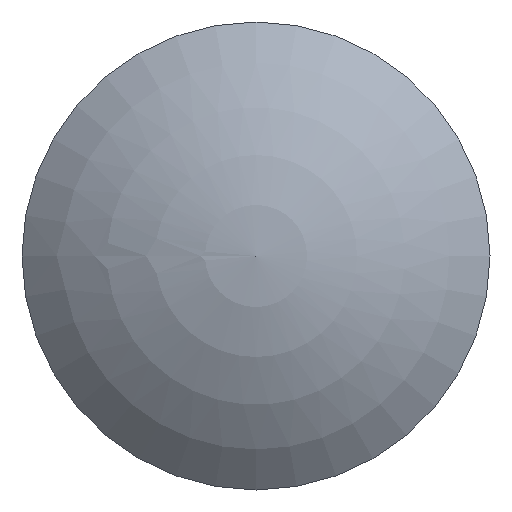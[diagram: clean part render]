
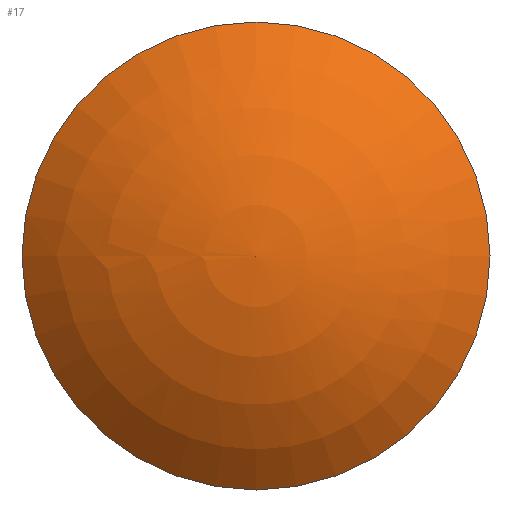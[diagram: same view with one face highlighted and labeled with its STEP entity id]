
A CAD part, left-side view. The second image highlights one B-rep face of the part: STEP entity #17.
In plain terms, the highlighted spherical face has radius 15 mm.
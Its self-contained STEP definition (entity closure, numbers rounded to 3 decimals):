
#17 = ADVANCED_FACE('',(#18),#33,.T.);
#18 = FACE_BOUND('',#19,.T.);
#19 = EDGE_LOOP('',(#20,#82,#108,#109));
#20 = ORIENTED_EDGE('',*,*,#21,.F.);
#21 = EDGE_CURVE('',#22,#24,#26,.T.);
#22 = VERTEX_POINT('',#23);
#23 = CARTESIAN_POINT('',(0.,10.,0.));
#24 = VERTEX_POINT('',#25);
#25 = CARTESIAN_POINT('',(0.,0.,-10.));
#26 = SURFACE_CURVE('',#27,(#32,#66),.PCURVE_S1.);
#27 = CIRCLE('',#28,10.);
#28 = AXIS2_PLACEMENT_3D('',#29,#30,#31);
#29 = CARTESIAN_POINT('',(0.,0.,0.));
#30 = DIRECTION('',(1.,0.,0.));
#31 = DIRECTION('',(0.,0.,-1.));
#32 = PCURVE('',#33,#38);
#33 = SPHERICAL_SURFACE('',#34,15.);
#34 = AXIS2_PLACEMENT_3D('',#35,#36,#37);
#35 = CARTESIAN_POINT('',(11.18,0.,0.));
#36 = DIRECTION('',(1.,0.,0.));
#37 = DIRECTION('',(-0.,1.,0.));
#38 = DEFINITIONAL_REPRESENTATION('',(#39),#65);
#39 = B_SPLINE_CURVE_WITH_KNOTS('',3,(#40,#41,#42,#43,#44,#45,#46,#47,
    #48,#49,#50,#51,#52,#53,#54,#55,#56,#57,#58,#59,#60,#61,#62,#63,#64)
  ,.UNSPECIFIED.,.F.,.F.,(4,1,1,1,1,1,1,1,1,1,1,1,1,1,1,1,1,1,1,1,1,1,4)
  ,(0.,0.286,0.571,0.857,1.142,
    1.428,1.714,1.999,2.285,
    2.57,2.856,3.142,3.427,
    3.713,3.998,4.284,4.57,
    4.855,5.141,5.426,5.712,
    5.998,6.283),.QUASI_UNIFORM_KNOTS.);
#40 = CARTESIAN_POINT('',(-1.571,-0.841));
#41 = CARTESIAN_POINT('',(-1.476,-0.841));
#42 = CARTESIAN_POINT('',(-1.285,-0.841));
#43 = CARTESIAN_POINT('',(-1.,-0.841));
#44 = CARTESIAN_POINT('',(-0.714,-0.841));
#45 = CARTESIAN_POINT('',(-0.428,-0.841));
#46 = CARTESIAN_POINT('',(-0.143,-0.841));
#47 = CARTESIAN_POINT('',(0.143,-0.841));
#48 = CARTESIAN_POINT('',(0.428,-0.841));
#49 = CARTESIAN_POINT('',(0.714,-0.841));
#50 = CARTESIAN_POINT('',(1.,-0.841));
#51 = CARTESIAN_POINT('',(1.285,-0.841));
#52 = CARTESIAN_POINT('',(1.571,-0.841));
#53 = CARTESIAN_POINT('',(1.856,-0.841));
#54 = CARTESIAN_POINT('',(2.142,-0.841));
#55 = CARTESIAN_POINT('',(2.428,-0.841));
#56 = CARTESIAN_POINT('',(2.713,-0.841));
#57 = CARTESIAN_POINT('',(2.999,-0.841));
#58 = CARTESIAN_POINT('',(3.284,-0.841));
#59 = CARTESIAN_POINT('',(3.57,-0.841));
#60 = CARTESIAN_POINT('',(3.856,-0.841));
#61 = CARTESIAN_POINT('',(4.141,-0.841));
#62 = CARTESIAN_POINT('',(4.427,-0.841));
#63 = CARTESIAN_POINT('',(4.617,-0.841));
#64 = CARTESIAN_POINT('',(4.712,-0.841));
#65 = ( GEOMETRIC_REPRESENTATION_CONTEXT(2) 
PARAMETRIC_REPRESENTATION_CONTEXT() REPRESENTATION_CONTEXT('2D SPACE',''
  ) );
#66 = PCURVE('',#67,#72);
#67 = PLANE('',#68);
#68 = AXIS2_PLACEMENT_3D('',#69,#70,#71);
#69 = CARTESIAN_POINT('',(0.,10.,0.));
#70 = DIRECTION('',(-1.,0.,0.));
#71 = DIRECTION('',(0.,0.,1.));
#72 = DEFINITIONAL_REPRESENTATION('',(#73),#81);
#73 = ( BOUNDED_CURVE() B_SPLINE_CURVE(2,(#74,#75,#76,#77,#78,#79,#80),
.UNSPECIFIED.,.T.,.F.) B_SPLINE_CURVE_WITH_KNOTS((1,2,2,2,2,1),(
    -2.094,0.,2.094,4.189,6.283,
8.378),.UNSPECIFIED.) CURVE() GEOMETRIC_REPRESENTATION_ITEM() 
RATIONAL_B_SPLINE_CURVE((1.,0.5,1.,0.5,1.,0.5,1.)) REPRESENTATION_ITEM(
  '') );
#74 = CARTESIAN_POINT('',(-10.,-10.));
#75 = CARTESIAN_POINT('',(-10.,7.321));
#76 = CARTESIAN_POINT('',(5.,-1.34));
#77 = CARTESIAN_POINT('',(20.,-10.));
#78 = CARTESIAN_POINT('',(5.,-18.66));
#79 = CARTESIAN_POINT('',(-10.,-27.321));
#80 = CARTESIAN_POINT('',(-10.,-10.));
#81 = ( GEOMETRIC_REPRESENTATION_CONTEXT(2) 
PARAMETRIC_REPRESENTATION_CONTEXT() REPRESENTATION_CONTEXT('2D SPACE',''
  ) );
#82 = ORIENTED_EDGE('',*,*,#83,.F.);
#83 = EDGE_CURVE('',#84,#22,#86,.T.);
#84 = VERTEX_POINT('',#85);
#85 = CARTESIAN_POINT('',(-3.82,0.,0.));
#86 = SEAM_CURVE('',#87,(#94,#101),.PCURVE_S1.);
#87 = B_SPLINE_CURVE_WITH_KNOTS('',5,(#88,#89,#90,#91,#92,#93),
  .UNSPECIFIED.,.F.,.F.,(6,6),(-1.571,-0.841),
  .PIECEWISE_BEZIER_KNOTS.);
#88 = CARTESIAN_POINT('',(-3.82,0.,
    0.));
#89 = CARTESIAN_POINT('',(-3.82,2.189,
    0.));
#90 = CARTESIAN_POINT('',(-3.42,4.378,
    0.));
#91 = CARTESIAN_POINT('',(-2.621,6.47,
    0.));
#92 = CARTESIAN_POINT('',(-1.459,8.368,
    0.));
#93 = CARTESIAN_POINT('',(0.,10.,0.));
#94 = PCURVE('',#33,#95);
#95 = DEFINITIONAL_REPRESENTATION('',(#96),#100);
#96 = LINE('',#97,#98);
#97 = CARTESIAN_POINT('',(0.,0.));
#98 = VECTOR('',#99,1.);
#99 = DIRECTION('',(0.,1.));
#100 = ( GEOMETRIC_REPRESENTATION_CONTEXT(2) 
PARAMETRIC_REPRESENTATION_CONTEXT() REPRESENTATION_CONTEXT('2D SPACE',''
  ) );
#101 = PCURVE('',#33,#102);
#102 = DEFINITIONAL_REPRESENTATION('',(#103),#107);
#103 = LINE('',#104,#105);
#104 = CARTESIAN_POINT('',(6.283,0.));
#105 = VECTOR('',#106,1.);
#106 = DIRECTION('',(0.,1.));
#107 = ( GEOMETRIC_REPRESENTATION_CONTEXT(2) 
PARAMETRIC_REPRESENTATION_CONTEXT() REPRESENTATION_CONTEXT('2D SPACE',''
  ) );
#108 = ORIENTED_EDGE('',*,*,#83,.T.);
#109 = ORIENTED_EDGE('',*,*,#110,.F.);
#110 = EDGE_CURVE('',#24,#22,#111,.T.);
#111 = SURFACE_CURVE('',#112,(#117,#146),.PCURVE_S1.);
#112 = CIRCLE('',#113,10.);
#113 = AXIS2_PLACEMENT_3D('',#114,#115,#116);
#114 = CARTESIAN_POINT('',(0.,0.,0.));
#115 = DIRECTION('',(1.,0.,0.));
#116 = DIRECTION('',(0.,0.,-1.));
#117 = PCURVE('',#33,#118);
#118 = DEFINITIONAL_REPRESENTATION('',(#119),#145);
#119 = B_SPLINE_CURVE_WITH_KNOTS('',3,(#120,#121,#122,#123,#124,#125,
    #126,#127,#128,#129,#130,#131,#132,#133,#134,#135,#136,#137,#138,
    #139,#140,#141,#142,#143,#144),.UNSPECIFIED.,.F.,.F.,(4,1,1,1,1,1,1,
    1,1,1,1,1,1,1,1,1,1,1,1,1,1,1,4),(0.,0.286,0.571,
    0.857,1.142,1.428,1.714,
    1.999,2.285,2.57,2.856,
    3.142,3.427,3.713,3.998,
    4.284,4.57,4.855,5.141,
    5.426,5.712,5.998,6.283),
  .QUASI_UNIFORM_KNOTS.);
#120 = CARTESIAN_POINT('',(4.712,-0.841));
#121 = CARTESIAN_POINT('',(4.808,-0.841));
#122 = CARTESIAN_POINT('',(4.998,-0.841));
#123 = CARTESIAN_POINT('',(5.284,-0.841));
#124 = CARTESIAN_POINT('',(5.569,-0.841));
#125 = CARTESIAN_POINT('',(5.855,-0.841));
#126 = CARTESIAN_POINT('',(6.14,-0.841));
#127 = CARTESIAN_POINT('',(6.426,-0.841));
#128 = CARTESIAN_POINT('',(6.712,-0.841));
#129 = CARTESIAN_POINT('',(6.997,-0.841));
#130 = CARTESIAN_POINT('',(7.283,-0.841));
#131 = CARTESIAN_POINT('',(7.568,-0.841));
#132 = CARTESIAN_POINT('',(7.854,-0.841));
#133 = CARTESIAN_POINT('',(8.14,-0.841));
#134 = CARTESIAN_POINT('',(8.425,-0.841));
#135 = CARTESIAN_POINT('',(8.711,-0.841));
#136 = CARTESIAN_POINT('',(8.996,-0.841));
#137 = CARTESIAN_POINT('',(9.282,-0.841));
#138 = CARTESIAN_POINT('',(9.568,-0.841));
#139 = CARTESIAN_POINT('',(9.853,-0.841));
#140 = CARTESIAN_POINT('',(10.139,-0.841));
#141 = CARTESIAN_POINT('',(10.424,-0.841));
#142 = CARTESIAN_POINT('',(10.71,-0.841));
#143 = CARTESIAN_POINT('',(10.9,-0.841));
#144 = CARTESIAN_POINT('',(10.996,-0.841));
#145 = ( GEOMETRIC_REPRESENTATION_CONTEXT(2) 
PARAMETRIC_REPRESENTATION_CONTEXT() REPRESENTATION_CONTEXT('2D SPACE',''
  ) );
#146 = PCURVE('',#67,#147);
#147 = DEFINITIONAL_REPRESENTATION('',(#148),#156);
#148 = ( BOUNDED_CURVE() B_SPLINE_CURVE(2,(#149,#150,#151,#152,#153,#154
,#155),.UNSPECIFIED.,.T.,.F.) B_SPLINE_CURVE_WITH_KNOTS((1,2,2,2,2,1),(
    -2.094,0.,2.094,4.189,6.283,
8.378),.UNSPECIFIED.) CURVE() GEOMETRIC_REPRESENTATION_ITEM() 
RATIONAL_B_SPLINE_CURVE((1.,0.5,1.,0.5,1.,0.5,1.)) REPRESENTATION_ITEM(
  '') );
#149 = CARTESIAN_POINT('',(-10.,-10.));
#150 = CARTESIAN_POINT('',(-10.,7.321));
#151 = CARTESIAN_POINT('',(5.,-1.34));
#152 = CARTESIAN_POINT('',(20.,-10.));
#153 = CARTESIAN_POINT('',(5.,-18.66));
#154 = CARTESIAN_POINT('',(-10.,-27.321));
#155 = CARTESIAN_POINT('',(-10.,-10.));
#156 = ( GEOMETRIC_REPRESENTATION_CONTEXT(2) 
PARAMETRIC_REPRESENTATION_CONTEXT() REPRESENTATION_CONTEXT('2D SPACE',''
  ) );
